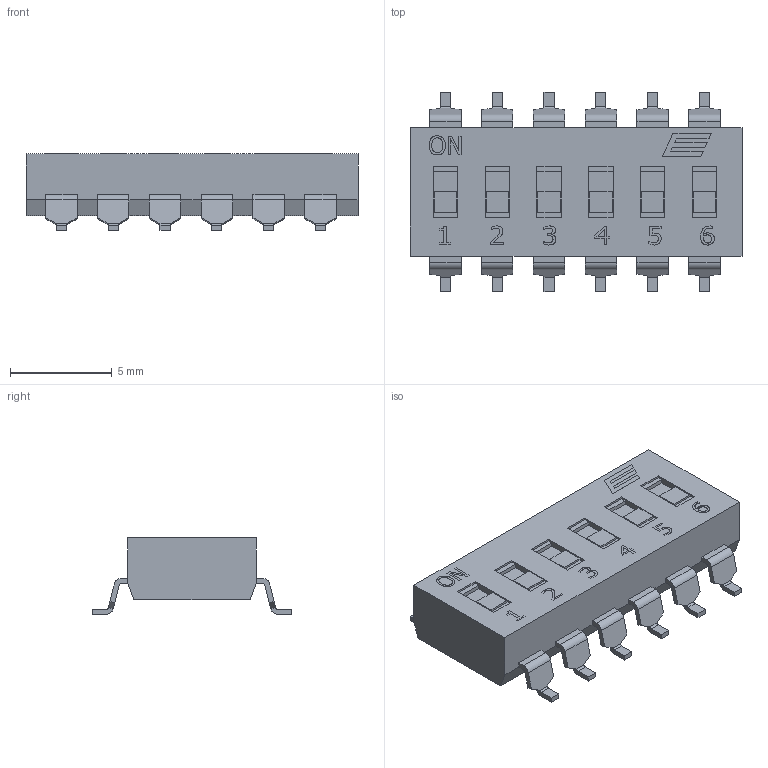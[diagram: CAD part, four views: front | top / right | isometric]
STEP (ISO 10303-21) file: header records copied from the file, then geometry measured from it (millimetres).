
FILE_DESCRIPTION(/* description */ (''),/* implementation_level */ '2;1');
FILE_NAME(/* name */ 'KAE06SGGx.stp',/* time_stamp */ '2025-05-21T09:52:08-05:00',/* author */ ('mroman'),/* organization */ (''),/* preprocessor_version */ 'ST-DEVELOPER v18.1',/* originating_system */ 'Autodesk Inventor 2022',/* authorisation */ '');
FILE_SCHEMA (('AUTOMOTIVE_DESIGN { 1 0 10303 214 3 1 1 }'));
Length unit declared in the file: centimetre
Products named in the file (1): KAE06SGGx
Bounding box: 16.28 x 9.8 x 3.75 mm (x, y, z)
Volume: 315.6 mm3; surface area: 442.4 mm2
Topology: 1 solids, 1 shells, 460 faces, 1236 edges, 796 vertices
Faces by surface type: plane 335, bspline 77, cylinder 48
Entity records: 14792 total; most frequent: CARTESIAN_POINT 3725, ORIENTED_EDGE 2472, DIRECTION 1946, EDGE_CURVE 1236, LINE 986, VECTOR 986, VERTEX_POINT 796, AXIS2_PLACEMENT_3D 480
